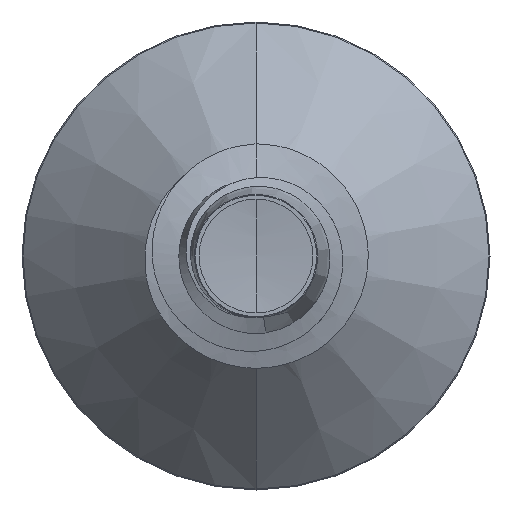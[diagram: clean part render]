
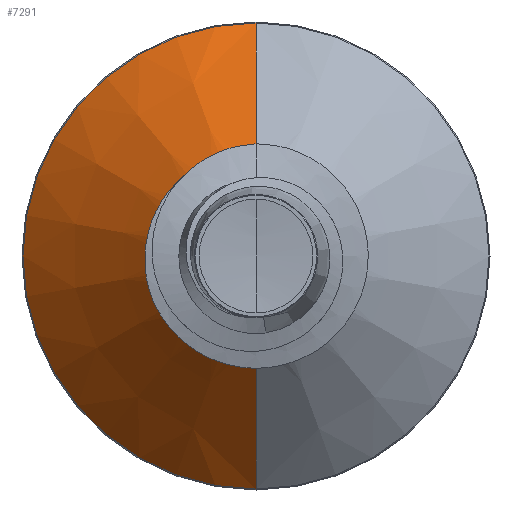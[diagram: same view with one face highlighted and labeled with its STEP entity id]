
A CAD part, front view. The second image highlights one B-rep face of the part: STEP entity #7291.
In plain terms, the highlighted conical face has half-angle 45 degrees and reference radius 1.325 mm.
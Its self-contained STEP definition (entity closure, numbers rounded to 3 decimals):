
#483 = VERTEX_POINT ( 'NONE', #3518 ) ;
#506 = DIRECTION ( 'NONE',  ( 0., 1., 0. ) ) ;
#1044 = ORIENTED_EDGE ( 'NONE', *, *, #4654, .T. ) ;
#1603 = VERTEX_POINT ( 'NONE', #2315 ) ;
#1886 = AXIS2_PLACEMENT_3D ( 'NONE', #4033, #506, #4621 ) ;
#2011 = LINE ( 'NONE', #3527, #4741 ) ;
#2195 = CIRCLE ( 'NONE', #1886, 3.635 ) ;
#2223 = CARTESIAN_POINT ( 'NONE',  ( 0., 1.525, -1.325 ) ) ;
#2280 = CONICAL_SURFACE ( 'NONE', #5703, 1.325, 0.785 ) ;
#2315 = CARTESIAN_POINT ( 'NONE',  ( 0., 1.525, 1.325 ) ) ;
#2603 = VERTEX_POINT ( 'NONE', #6034 ) ;
#2967 = CARTESIAN_POINT ( 'NONE',  ( 0., 1.525, 0. ) ) ;
#3241 = DIRECTION ( 'NONE',  ( 0., 0.707, -0.707 ) ) ;
#3518 = CARTESIAN_POINT ( 'NONE',  ( 0., 3.835, -3.635 ) ) ;
#3527 = CARTESIAN_POINT ( 'NONE',  ( 0., 1.525, 1.325 ) ) ;
#3539 = DIRECTION ( 'NONE',  ( 0., 0., 1. ) ) ;
#3727 = CIRCLE ( 'NONE', #5378, 1.325 ) ;
#3851 = DIRECTION ( 'NONE',  ( 0., 0., 1. ) ) ;
#4033 = CARTESIAN_POINT ( 'NONE',  ( 0., 3.835, 0. ) ) ;
#4125 = DIRECTION ( 'NONE',  ( 0., 0.707, 0.707 ) ) ;
#4185 = LINE ( 'NONE', #6613, #7135 ) ;
#4588 = EDGE_CURVE ( 'NONE', #483, #2603, #2195, .T. ) ;
#4621 = DIRECTION ( 'NONE',  ( 0., 0., 1. ) ) ;
#4654 = EDGE_CURVE ( 'NONE', #6662, #1603, #3727, .T. ) ;
#4741 = VECTOR ( 'NONE', #4125, 1000. ) ;
#4794 = EDGE_LOOP ( 'NONE', ( #5003, #1044, #6675, #6690 ) ) ;
#5003 = ORIENTED_EDGE ( 'NONE', *, *, #7183, .F. ) ;
#5378 = AXIS2_PLACEMENT_3D ( 'NONE', #2967, #6908, #3539 ) ;
#5703 = AXIS2_PLACEMENT_3D ( 'NONE', #6103, #6639, #3851 ) ;
#5712 = FACE_OUTER_BOUND ( 'NONE', #4794, .T. ) ;
#6034 = CARTESIAN_POINT ( 'NONE',  ( 0., 3.835, 3.635 ) ) ;
#6103 = CARTESIAN_POINT ( 'NONE',  ( 0., 1.525, 0. ) ) ;
#6613 = CARTESIAN_POINT ( 'NONE',  ( 0., 1.525, -1.325 ) ) ;
#6639 = DIRECTION ( 'NONE',  ( 0., 1., 0. ) ) ;
#6662 = VERTEX_POINT ( 'NONE', #2223 ) ;
#6675 = ORIENTED_EDGE ( 'NONE', *, *, #6945, .T. ) ;
#6690 = ORIENTED_EDGE ( 'NONE', *, *, #4588, .F. ) ;
#6908 = DIRECTION ( 'NONE',  ( 0., 1., 0. ) ) ;
#6945 = EDGE_CURVE ( 'NONE', #1603, #2603, #2011, .T. ) ;
#7135 = VECTOR ( 'NONE', #3241, 1000. ) ;
#7183 = EDGE_CURVE ( 'NONE', #6662, #483, #4185, .T. ) ;
#7291 = ADVANCED_FACE ( 'NONE', ( #5712 ), #2280, .T. ) ;
